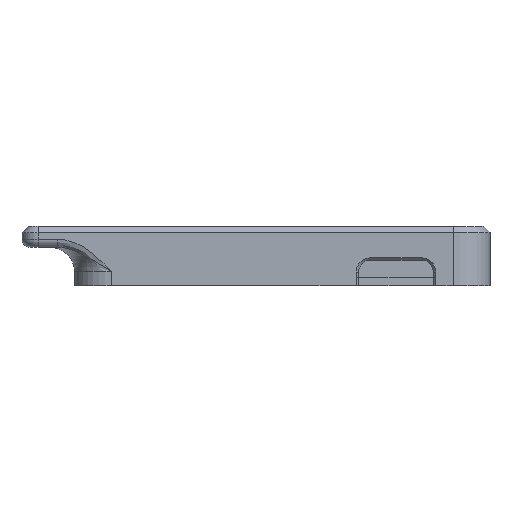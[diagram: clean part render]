
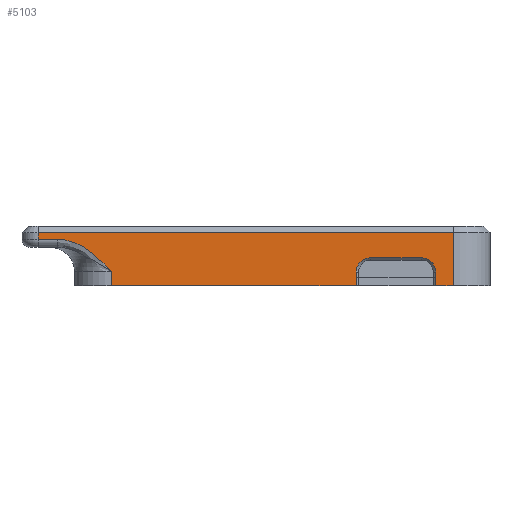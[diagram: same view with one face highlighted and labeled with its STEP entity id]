
A CAD part, left-side view. The second image highlights one B-rep face of the part: STEP entity #5103.
In plain terms, the highlighted planar face has unit normal (-1, 0, 0).
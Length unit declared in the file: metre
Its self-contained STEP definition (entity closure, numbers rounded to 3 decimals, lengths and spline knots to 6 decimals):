
#23=B_SPLINE_CURVE_WITH_KNOTS('',3,(#8562,#8563,#8564,#8565,#8566),
 .UNSPECIFIED.,.F.,.F.,(4,1,4),(0.,0.004001,0.008002),
 .UNSPECIFIED.);
#218=CIRCLE('',#5312,0.0018);
#220=CIRCLE('',#5316,0.0018);
#1490=ORIENTED_EDGE('',*,*,#2490,.F.);
#1491=ORIENTED_EDGE('',*,*,#2492,.T.);
#1492=ORIENTED_EDGE('',*,*,#2493,.T.);
#1493=ORIENTED_EDGE('',*,*,#2494,.T.);
#1494=ORIENTED_EDGE('',*,*,#2495,.T.);
#1495=ORIENTED_EDGE('',*,*,#1980,.T.);
#1496=ORIENTED_EDGE('',*,*,#2496,.T.);
#1497=ORIENTED_EDGE('',*,*,#2072,.T.);
#1498=ORIENTED_EDGE('',*,*,#2076,.F.);
#1499=ORIENTED_EDGE('',*,*,#2079,.T.);
#1500=ORIENTED_EDGE('',*,*,#2082,.F.);
#1501=ORIENTED_EDGE('',*,*,#2085,.T.);
#1502=ORIENTED_EDGE('',*,*,#2497,.T.);
#1980=EDGE_CURVE('',#2688,#2689,#3132,.T.);
#2072=EDGE_CURVE('',#2757,#2756,#3195,.T.);
#2076=EDGE_CURVE('',#2760,#2756,#218,.T.);
#2079=EDGE_CURVE('',#2760,#2762,#3200,.T.);
#2082=EDGE_CURVE('',#2764,#2762,#220,.T.);
#2085=EDGE_CURVE('',#2764,#2765,#3204,.T.);
#2490=EDGE_CURVE('',#3014,#3015,#3482,.T.);
#2492=EDGE_CURVE('',#3014,#3016,#3483,.T.);
#2493=EDGE_CURVE('',#3016,#3017,#3484,.F.);
#2494=EDGE_CURVE('',#3017,#3018,#3485,.T.);
#2495=EDGE_CURVE('',#3018,#2688,#23,.T.);
#2496=EDGE_CURVE('',#2689,#2757,#3486,.T.);
#2497=EDGE_CURVE('',#2765,#3015,#3487,.T.);
#2688=VERTEX_POINT('',#7521);
#2689=VERTEX_POINT('',#7522);
#2756=VERTEX_POINT('',#7706);
#2757=VERTEX_POINT('',#7708);
#2760=VERTEX_POINT('',#7715);
#2762=VERTEX_POINT('',#7721);
#2764=VERTEX_POINT('',#7727);
#2765=VERTEX_POINT('',#7732);
#3014=VERTEX_POINT('',#8551);
#3015=VERTEX_POINT('',#8553);
#3016=VERTEX_POINT('',#8557);
#3017=VERTEX_POINT('',#8559);
#3018=VERTEX_POINT('',#8561);
#3132=LINE('',#7520,#3634);
#3195=LINE('',#7707,#3697);
#3200=LINE('',#7722,#3702);
#3204=LINE('',#7734,#3706);
#3482=LINE('',#8552,#3984);
#3483=LINE('',#8556,#3985);
#3484=LINE('',#8558,#3986);
#3485=LINE('',#8560,#3987);
#3486=LINE('',#8567,#3988);
#3487=LINE('',#8568,#3989);
#3634=VECTOR('',#5939,1.);
#3697=VECTOR('',#6112,1.);
#3702=VECTOR('',#6125,1.);
#3706=VECTOR('',#6137,1.);
#3984=VECTOR('',#6989,1.);
#3985=VECTOR('',#6994,1.);
#3986=VECTOR('',#6995,1.);
#3987=VECTOR('',#6996,1.);
#3988=VECTOR('',#6997,1.);
#3989=VECTOR('',#6998,1.);
#4308=EDGE_LOOP('',(#1490,#1491,#1492,#1493,#1494,#1495,#1496,#1497,#1498,
#1499,#1500,#1501,#1502));
#4640=FACE_BOUND('',#4308,.T.);
#4836=PLANE('',#5607);
#5103=ADVANCED_FACE('',(#4640),#4836,.T.);
#5312=AXIS2_PLACEMENT_3D('',#7716,#6118,#6119);
#5316=AXIS2_PLACEMENT_3D('',#7728,#6130,#6131);
#5607=AXIS2_PLACEMENT_3D('',#8555,#6992,#6993);
#5939=DIRECTION('',(0.,0.,-1.));
#6112=DIRECTION('',(0.,0.,1.));
#6118=DIRECTION('',(-1.,0.,0.));
#6119=DIRECTION('',(0.,0.,1.));
#6125=DIRECTION('',(0.,-1.,0.));
#6130=DIRECTION('',(-1.,0.,0.));
#6131=DIRECTION('',(0.,0.,1.));
#6137=DIRECTION('',(0.,0.,-1.));
#6989=DIRECTION('',(0.,0.,-1.));
#6992=DIRECTION('',(-1.,0.,0.));
#6993=DIRECTION('',(0.,0.,1.));
#6994=DIRECTION('',(0.,1.,0.));
#6995=DIRECTION('',(0.,0.,1.));
#6996=DIRECTION('',(0.,-1.,0.));
#6997=DIRECTION('',(0.,-1.,0.));
#6998=DIRECTION('',(0.,-1.,0.));
#7520=CARTESIAN_POINT('',(-0.0444,0.02135,0.00445));
#7521=CARTESIAN_POINT('',(-0.0444,0.02135,-0.0012));
#7522=CARTESIAN_POINT('',(-0.0444,0.02135,-0.003));
#7706=CARTESIAN_POINT('',(-0.0444,-0.00923,-0.0013));
#7707=CARTESIAN_POINT('',(-0.0444,-0.00923,-0.0013));
#7708=CARTESIAN_POINT('',(-0.0444,-0.00923,-0.003));
#7715=CARTESIAN_POINT('',(-0.0444,-0.01103,0.0005));
#7716=CARTESIAN_POINT('',(-0.0444,-0.01103,-0.0013));
#7721=CARTESIAN_POINT('',(-0.0444,-0.01737,0.0005));
#7722=CARTESIAN_POINT('',(-0.0444,0.,0.0005));
#7727=CARTESIAN_POINT('',(-0.0444,-0.01917,-0.0013));
#7728=CARTESIAN_POINT('',(-0.0444,-0.01737,-0.0013));
#7732=CARTESIAN_POINT('',(-0.0444,-0.01917,-0.003));
#7734=CARTESIAN_POINT('',(-0.0444,-0.01917,-0.003));
#8551=CARTESIAN_POINT('',(-0.0444,-0.02135,0.00365));
#8552=CARTESIAN_POINT('',(-0.0444,-0.02135,0.00445));
#8553=CARTESIAN_POINT('',(-0.0444,-0.02135,-0.003));
#8555=CARTESIAN_POINT('',(-0.0444,0.,0.00445));
#8556=CARTESIAN_POINT('',(-0.0444,0.,0.00365));
#8557=CARTESIAN_POINT('',(-0.0444,0.0305,0.00365));
#8558=CARTESIAN_POINT('',(-0.0444,0.0305,0.0018));
#8559=CARTESIAN_POINT('',(-0.0444,0.0305,0.0028));
#8560=CARTESIAN_POINT('',(-0.0444,0.0274,0.0028));
#8561=CARTESIAN_POINT('',(-0.0444,0.028043,0.0028));
#8562=CARTESIAN_POINT('',(-0.0444,0.028043,0.0028));
#8563=CARTESIAN_POINT('',(-0.0444,0.026689,0.0028));
#8564=CARTESIAN_POINT('',(-0.0444,0.024135,0.001738));
#8565=CARTESIAN_POINT('',(-0.0444,0.022268,-0.000232));
#8566=CARTESIAN_POINT('',(-0.0444,0.02135,-0.0012));
#8567=CARTESIAN_POINT('',(-0.0444,0.,-0.003));
#8568=CARTESIAN_POINT('',(-0.0444,0.,-0.003));
